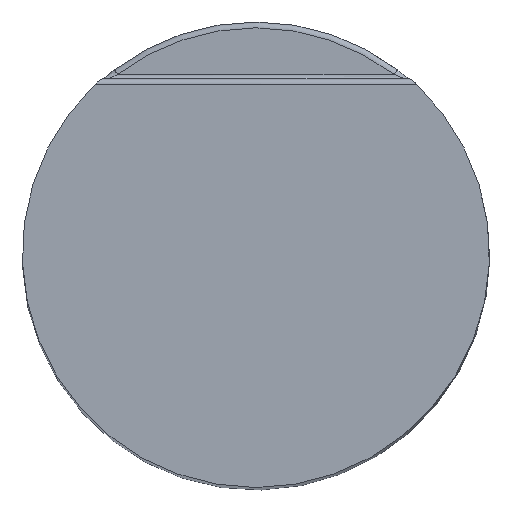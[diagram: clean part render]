
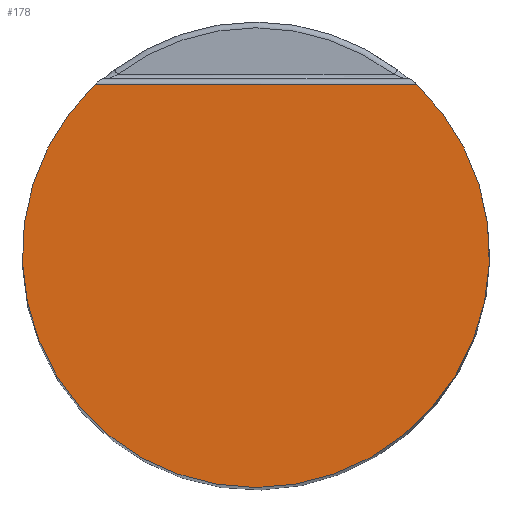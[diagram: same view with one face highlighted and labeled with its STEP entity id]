
A CAD part, top view. The second image highlights one B-rep face of the part: STEP entity #178.
In plain terms, the highlighted planar face has unit normal (0, 0, 1).
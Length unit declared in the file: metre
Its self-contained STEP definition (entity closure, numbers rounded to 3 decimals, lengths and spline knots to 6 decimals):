
#25=PLANE('',#206);
#30=CIRCLE('',#204,0.002);
#52=ORIENTED_EDGE('',*,*,#97,.T.);
#53=ORIENTED_EDGE('',*,*,#100,.T.);
#97=EDGE_CURVE('',#122,#121,#30,.T.);
#100=EDGE_CURVE('',#121,#122,#132,.F.);
#121=VERTEX_POINT('',#295);
#122=VERTEX_POINT('',#297);
#132=LINE('',#305,#140);
#140=VECTOR('',#236,1.);
#148=EDGE_LOOP('',(#52,#53));
#161=FACE_BOUND('',#148,.T.);
#178=ADVANCED_FACE('',(#161),#25,.T.);
#204=AXIS2_PLACEMENT_3D('',#296,#230,#231);
#206=AXIS2_PLACEMENT_3D('',#304,#234,#235);
#230=DIRECTION('',(0.,0.,1.));
#231=DIRECTION('',(1.,0.,0.));
#234=DIRECTION('',(0.,0.,1.));
#235=DIRECTION('',(1.,0.,0.));
#236=DIRECTION('',(1.,0.,0.));
#295=CARTESIAN_POINT('',(0.001377,0.00145,0.0175));
#296=CARTESIAN_POINT('',(0.,0.,0.0175));
#297=CARTESIAN_POINT('',(-0.001377,0.00145,0.0175));
#304=CARTESIAN_POINT('',(0.,0.,0.0175));
#305=CARTESIAN_POINT('',(-0.001323,0.00145,0.0175));
